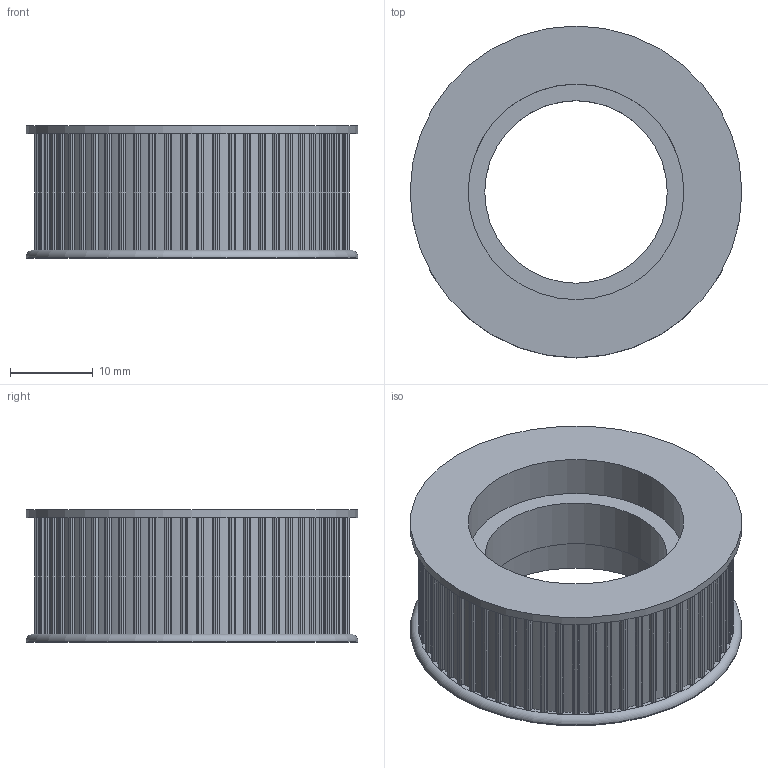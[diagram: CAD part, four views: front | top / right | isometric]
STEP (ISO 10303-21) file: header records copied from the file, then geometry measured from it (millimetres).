
FILE_DESCRIPTION(/* description */ (''),/* implementation_level */ '2;1');
FILE_NAME(/* name */ 'gt2-60_base.stp',/* time_stamp */ '2025-06-10T07:25:25+02:00',/* author */ ('R5800u'),/* organization */ (''),/* preprocessor_version */ 'ST-DEVELOPER v20',/* originating_system */ 'Autodesk Inventor 2025',/* authorisation */ '');
FILE_SCHEMA (('AUTOMOTIVE_DESIGN { 1 0 10303 214 3 1 1 }'));
Length unit declared in the file: millimetre
Products named in the file (1): gt2-60_base
Bounding box: 40 x 40 x 16 mm (x, y, z)
Volume: 10356.9 mm3; surface area: 5537 mm2
Topology: 1 solids, 1 shells, 372 faces, 1097 edges, 731 vertices
Faces by surface type: cylinder 365, plane 6, torus 1
Full cylindrical faces by diameter (mm): 22 x1, 26 x2, 40 x2
Entity records: 12912 total; most frequent: DIRECTION 2575, CARTESIAN_POINT 2201, ORIENTED_EDGE 2194, AXIS2_PLACEMENT_3D 1105, EDGE_CURVE 1097, CIRCLE 732, VERTEX_POINT 731, EDGE_LOOP 378
